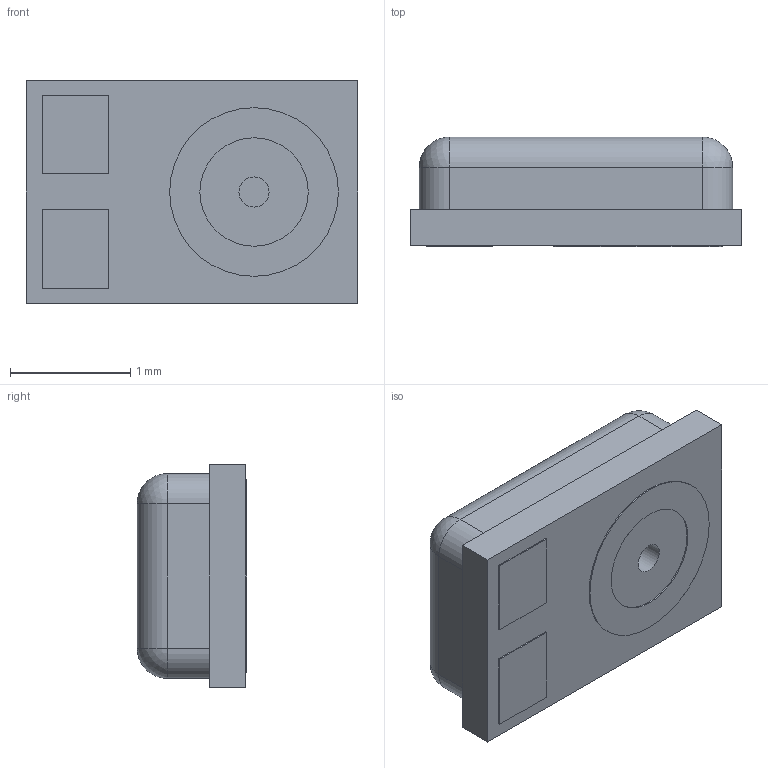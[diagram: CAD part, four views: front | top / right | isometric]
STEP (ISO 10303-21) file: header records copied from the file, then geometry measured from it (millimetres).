
FILE_DESCRIPTION(/* description */ (''),/* implementation_level */ '2;1');
FILE_NAME(/* name */ 'AMM-2738-B-R.ipt.stp',/* time_stamp */ '2020-05-28T12:22:40-04:00',/* author */ ('vandenbroek'),/* organization */ (''),/* preprocessor_version */ 'ST-DEVELOPER v16.1',/* originating_system */ 'Autodesk Inventor 2016',/* authorisation */ '');
FILE_SCHEMA (('AUTOMOTIVE_DESIGN { 1 0 10303 214 3 1 1 }'));
Length unit declared in the file: millimetre
Products named in the file (1): AMM-2738-B-R
Bounding box: 2.75 x 0.91 x 1.85 mm (x, y, z)
Volume: 2.4 mm3; surface area: 32.6 mm2
Topology: 2 solids, 2 shells, 109 faces, 261 edges, 152 vertices
Faces by surface type: plane 44, cylinder 43, torus 10, sphere 8, bspline 4
Full cylindrical faces by diameter (mm): 0.03 x8, 0.25 x1, 0.9 x1, 1.4 x1
Entity records: 3253 total; most frequent: CARTESIAN_POINT 678, DIRECTION 544, ORIENTED_EDGE 472, EDGE_CURVE 236, AXIS2_PLACEMENT_3D 206, VERTEX_POINT 148, EDGE_LOOP 136, LINE 132
